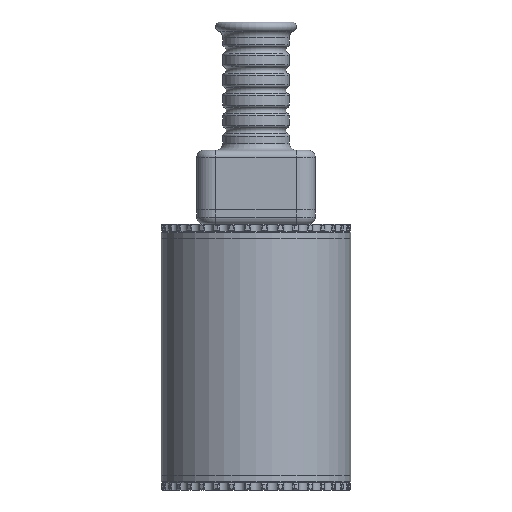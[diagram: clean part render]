
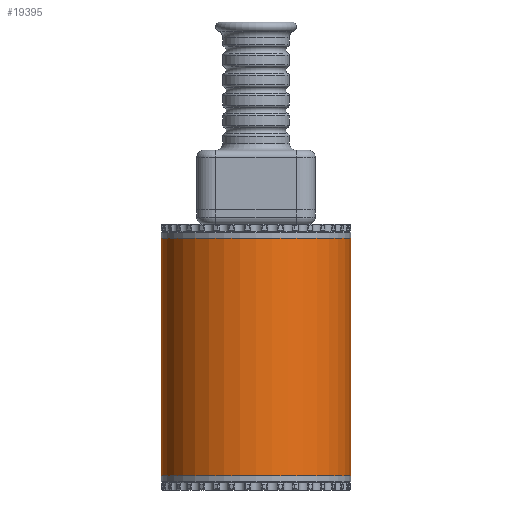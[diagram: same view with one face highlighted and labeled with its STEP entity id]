
A CAD part, front view. The second image highlights one B-rep face of the part: STEP entity #19395.
In plain terms, the highlighted cylindrical face has radius 40 mm (diameter 80 mm), a full revolution.
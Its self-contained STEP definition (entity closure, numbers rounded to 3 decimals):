
#981=CIRCLE('',#20913,40.);
#982=CIRCLE('',#20915,40.);
#1991=FACE_OUTER_BOUND('',#3097,.T.);
#3097=EDGE_LOOP('',(#14355,#14356,#14357,#14358));
#5218=LINE('',#30571,#6507);
#6507=VECTOR('',#24387,40.);
#7870=VERTEX_POINT('',#30565);
#7871=VERTEX_POINT('',#30568);
#10253=EDGE_CURVE('',#7870,#7870,#981,.T.);
#10254=EDGE_CURVE('',#7871,#7871,#982,.T.);
#10255=EDGE_CURVE('',#7871,#7870,#5218,.T.);
#14355=ORIENTED_EDGE('',*,*,#10254,.F.);
#14356=ORIENTED_EDGE('',*,*,#10255,.T.);
#14357=ORIENTED_EDGE('',*,*,#10253,.F.);
#14358=ORIENTED_EDGE('',*,*,#10255,.F.);
#18639=CYLINDRICAL_SURFACE('',#20916,40.);
#19395=ADVANCED_FACE('',(#1991),#18639,.T.);
#20913=AXIS2_PLACEMENT_3D('',#30566,#24379,#24380);
#20915=AXIS2_PLACEMENT_3D('',#30569,#24383,#24384);
#20916=AXIS2_PLACEMENT_3D('',#30570,#24385,#24386);
#24379=DIRECTION('center_axis',(0.,0.,-1.));
#24380=DIRECTION('ref_axis',(1.,0.,0.));
#24383=DIRECTION('center_axis',(0.,0.,1.));
#24384=DIRECTION('ref_axis',(1.,0.,0.));
#24385=DIRECTION('center_axis',(0.,0.,1.));
#24386=DIRECTION('ref_axis',(1.,0.,0.));
#24387=DIRECTION('',(0.,0.,-1.));
#30565=CARTESIAN_POINT('',(-270.,-300.,-7.));
#30566=CARTESIAN_POINT('Origin',(-230.,-300.,-7.));
#30568=CARTESIAN_POINT('',(-270.,-300.,93.));
#30569=CARTESIAN_POINT('Origin',(-230.,-300.,93.));
#30570=CARTESIAN_POINT('Origin',(-230.,-300.,43.));
#30571=CARTESIAN_POINT('',(-270.,-300.,43.));
